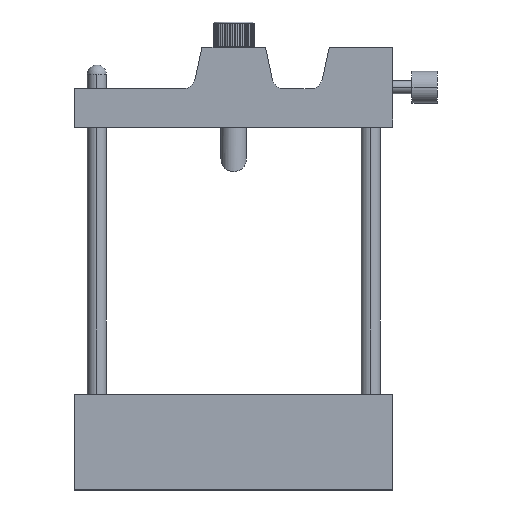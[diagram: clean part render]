
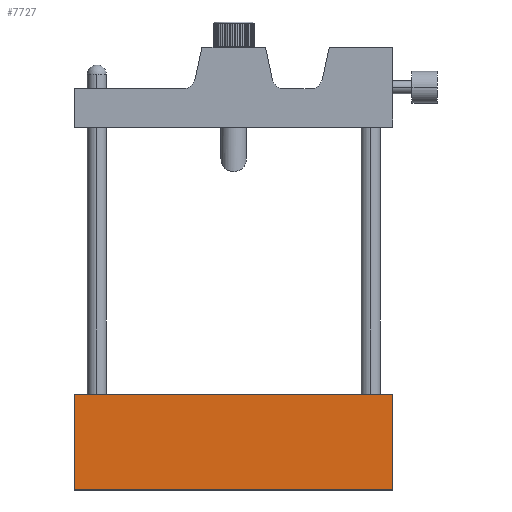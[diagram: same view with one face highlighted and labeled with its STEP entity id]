
A CAD part, top view. The second image highlights one B-rep face of the part: STEP entity #7727.
In plain terms, the highlighted planar face has unit normal (0, 0, 1).
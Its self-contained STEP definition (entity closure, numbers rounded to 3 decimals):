
#359 = EDGE_CURVE ( 'NONE', #5656, #1167, #3086, .T. ) ;
#651 = VECTOR ( 'NONE', #6067, 1000. ) ;
#1109 = DIRECTION ( 'NONE',  ( 0., -1., 0. ) ) ;
#1167 = VERTEX_POINT ( 'NONE', #6347 ) ;
#1230 = VECTOR ( 'NONE', #2015, 1000. ) ;
#1298 = ORIENTED_EDGE ( 'NONE', *, *, #4546, .F. ) ;
#1561 = DIRECTION ( 'NONE',  ( 0., -1., 0. ) ) ;
#2015 = DIRECTION ( 'NONE',  ( 1., 0., 0. ) ) ;
#2252 = EDGE_LOOP ( 'NONE', ( #6196, #1298, #5449, #6396 ) ) ;
#2814 = VERTEX_POINT ( 'NONE', #3689 ) ;
#2871 = CARTESIAN_POINT ( 'NONE',  ( 50., 0., 5. ) ) ;
#3037 = LINE ( 'NONE', #8086, #5076 ) ;
#3086 = LINE ( 'NONE', #8395, #5008 ) ;
#3389 = DIRECTION ( 'NONE',  ( 0., 0., -1. ) ) ;
#3507 = AXIS2_PLACEMENT_3D ( 'NONE', #8306, #3389, #4198 ) ;
#3689 = CARTESIAN_POINT ( 'NONE',  ( 50., 30., 5. ) ) ;
#4198 = DIRECTION ( 'NONE',  ( -1., 0., 0. ) ) ;
#4546 = EDGE_CURVE ( 'NONE', #2814, #4846, #3037, .T. ) ;
#4814 = LINE ( 'NONE', #8089, #651 ) ;
#4846 = VERTEX_POINT ( 'NONE', #2871 ) ;
#5008 = VECTOR ( 'NONE', #1561, 1000. ) ;
#5076 = VECTOR ( 'NONE', #1109, 1000. ) ;
#5122 = EDGE_CURVE ( 'NONE', #1167, #4846, #6599, .T. ) ;
#5224 = CARTESIAN_POINT ( 'NONE',  ( -50., 30., 5. ) ) ;
#5449 = ORIENTED_EDGE ( 'NONE', *, *, #5774, .F. ) ;
#5656 = VERTEX_POINT ( 'NONE', #5224 ) ;
#5774 = EDGE_CURVE ( 'NONE', #5656, #2814, #4814, .T. ) ;
#6067 = DIRECTION ( 'NONE',  ( 1., 0., 0. ) ) ;
#6196 = ORIENTED_EDGE ( 'NONE', *, *, #5122, .T. ) ;
#6347 = CARTESIAN_POINT ( 'NONE',  ( -50., 0., 5. ) ) ;
#6396 = ORIENTED_EDGE ( 'NONE', *, *, #359, .T. ) ;
#6514 = FACE_OUTER_BOUND ( 'NONE', #2252, .T. ) ;
#6599 = LINE ( 'NONE', #7429, #1230 ) ;
#7429 = CARTESIAN_POINT ( 'NONE',  ( 50., 0., 5. ) ) ;
#7542 = PLANE ( 'NONE',  #3507 ) ;
#7727 = ADVANCED_FACE ( 'NONE', ( #6514 ), #7542, .F. ) ;
#8086 = CARTESIAN_POINT ( 'NONE',  ( 50., 30., 5. ) ) ;
#8089 = CARTESIAN_POINT ( 'NONE',  ( 50., 30., 5. ) ) ;
#8306 = CARTESIAN_POINT ( 'NONE',  ( 50., 30., 5. ) ) ;
#8395 = CARTESIAN_POINT ( 'NONE',  ( -50., 30., 5. ) ) ;
